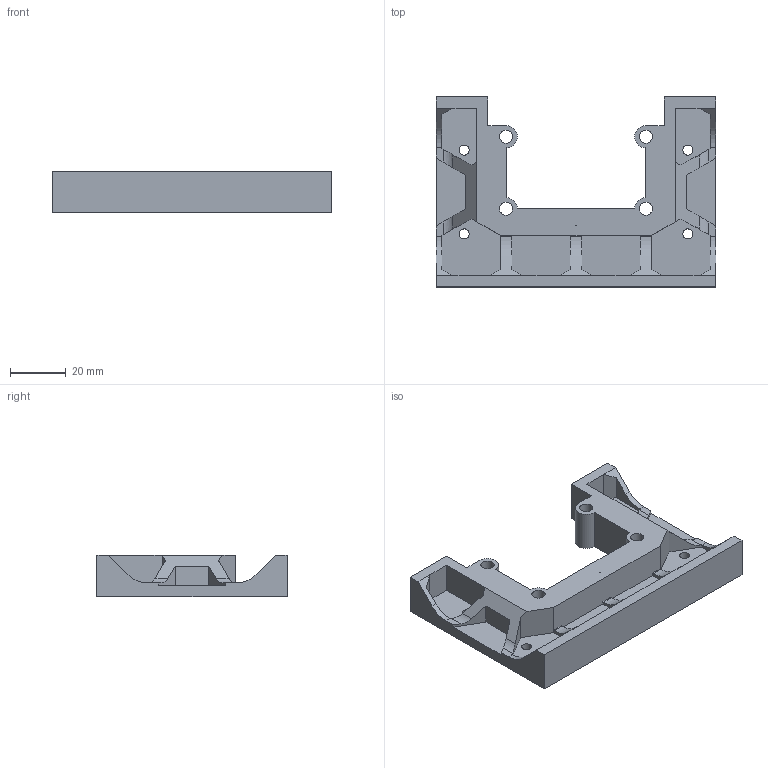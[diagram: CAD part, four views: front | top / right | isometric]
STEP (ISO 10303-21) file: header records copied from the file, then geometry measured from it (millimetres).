
FILE_DESCRIPTION(/* description */ (''),/* implementation_level */ '2;1');
FILE_NAME(/* name */ 'Skirt_Mid.step',/* time_stamp */ '2022-01-08T18:09:51+01:00',/* author */ (''),/* organization */ (''),/* preprocessor_version */ 'ST-DEVELOPER v18.1',/* originating_system */ 'Autodesk Translation Framework v10.10.0.1391',/* authorisation */ '');
FILE_SCHEMA (('AUTOMOTIVE_DESIGN { 1 0 10303 214 3 1 1 }'));
Length unit declared in the file: millimetre
Products named in the file (1): (Unsaved)
Bounding box: 100 x 68 x 15 mm (x, y, z)
Volume: 42866.1 mm3; surface area: 19298.4 mm2
Topology: 1 solids, 1 shells, 108 faces, 306 edges, 200 vertices
Faces by surface type: plane 85, cylinder 23
Full cylindrical faces by diameter (mm): 3.6 x4, 4.7 x4
Entity records: 3536 total; most frequent: CARTESIAN_POINT 615, ORIENTED_EDGE 612, DIRECTION 570, EDGE_CURVE 306, LINE 260, VECTOR 260, VERTEX_POINT 200, AXIS2_PLACEMENT_3D 155
